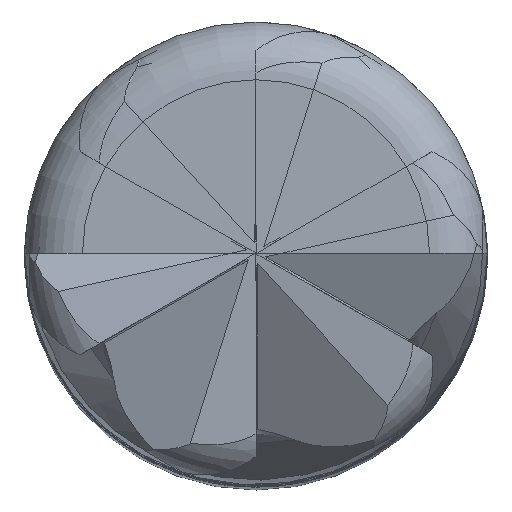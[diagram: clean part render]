
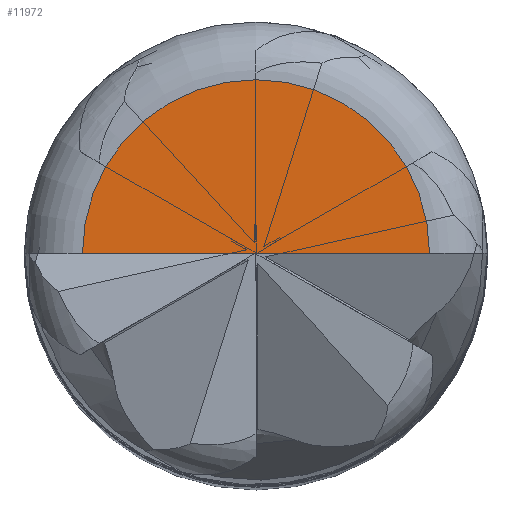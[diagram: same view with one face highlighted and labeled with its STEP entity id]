
A CAD part, top view. The second image highlights one B-rep face of the part: STEP entity #11972.
In plain terms, the highlighted planar face has unit normal (0, 0, 1).
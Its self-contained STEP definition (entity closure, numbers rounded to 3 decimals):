
#11898=DIRECTION('',(-1.,0.,0.));
#11899=VECTOR('',#11898,12.);
#11900=CARTESIAN_POINT('',(6.,0.,108.));
#11901=LINE('',#11900,#11899);
#11902=CARTESIAN_POINT('',(0.,0.,108.));
#11903=DIRECTION('',(0.,0.,1.));
#11904=DIRECTION('',(1.,0.,0.));
#11905=AXIS2_PLACEMENT_3D('',#11902,#11903,#11904);
#11945=CARTESIAN_POINT('',(6.,0.,108.));
#11946=CARTESIAN_POINT('',(-6.,0.,108.));
#11947=VERTEX_POINT('',#11945);
#11948=VERTEX_POINT('',#11946);
#11961=CARTESIAN_POINT('',(0.,0.,108.));
#11962=DIRECTION('',(0.,0.,1.));
#11963=DIRECTION('',(-0.866,-0.5,0.));
#11964=AXIS2_PLACEMENT_3D('',#11961,#11962,#11963);
#11965=PLANE('',#11964);
#11967=ORIENTED_EDGE('',*,*,#11966,.T.);
#11969=ORIENTED_EDGE('',*,*,#11968,.F.);
#11970=EDGE_LOOP('',(#11967,#11969));
#11971=FACE_OUTER_BOUND('',#11970,.F.);
#11906=CIRCLE('',#11905,6.);
#11966=EDGE_CURVE('',#11947,#11948,#11901,.T.);
#11968=EDGE_CURVE('',#11947,#11948,#11906,.T.);
#11972=ADVANCED_FACE('',(#11971),#11965,.T.);
